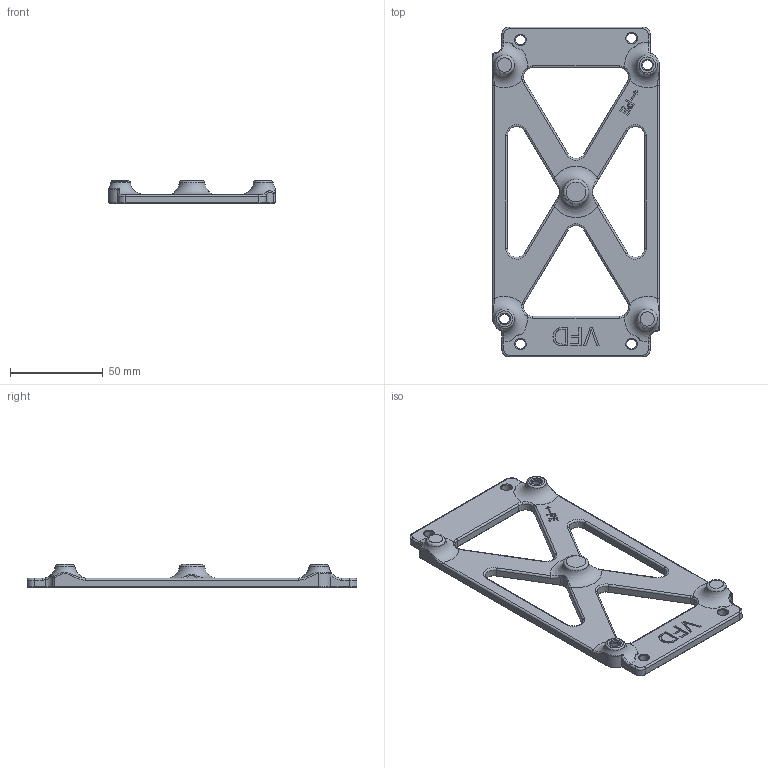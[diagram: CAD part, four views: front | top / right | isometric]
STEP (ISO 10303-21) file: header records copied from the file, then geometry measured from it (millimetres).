
FILE_DESCRIPTION(/* description */ (''),/* implementation_level */ '2;1');
FILE_NAME(/* name */ 'VFD Mount 110v.step',/* time_stamp */ '2024-04-02T10:05:16-04:00',/* author */ (''),/* organization */ (''),/* preprocessor_version */ 'ST-DEVELOPER v20',/* originating_system */ 'Autodesk Translation Framework v12.20.1.177',/* authorisation */ '');
FILE_SCHEMA (('AUTOMOTIVE_DESIGN { 1 0 10303 214 3 1 1 }'));
Length unit declared in the file: millimetre
Products named in the file (1): VFD Mount 110v
Bounding box: 90 x 178 x 12.5 mm (x, y, z)
Volume: 52979.2 mm3; surface area: 26325.9 mm2
Topology: 1 solids, 1 shells, 294 faces, 726 edges, 439 vertices
Faces by surface type: plane 146, cylinder 54, cone 34, bspline 33, torus 25, sphere 2
Full cylindrical faces by diameter (mm): 5.4 x6, 6.45 x2
Entity records: 10101 total; most frequent: CARTESIAN_POINT 3189, ORIENTED_EDGE 1452, DIRECTION 1401, EDGE_CURVE 726, AXIS2_PLACEMENT_3D 496, VERTEX_POINT 439, LINE 409, VECTOR 409
